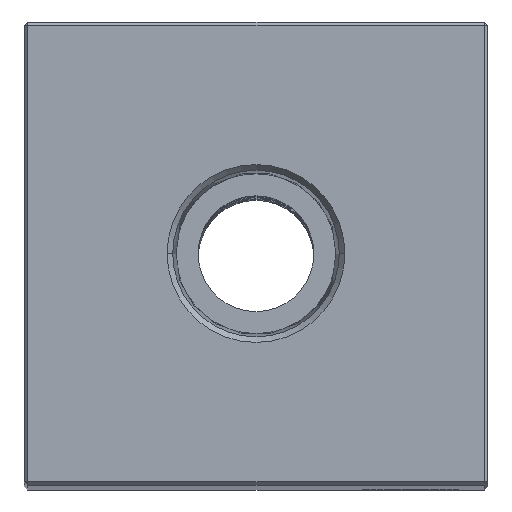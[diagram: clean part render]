
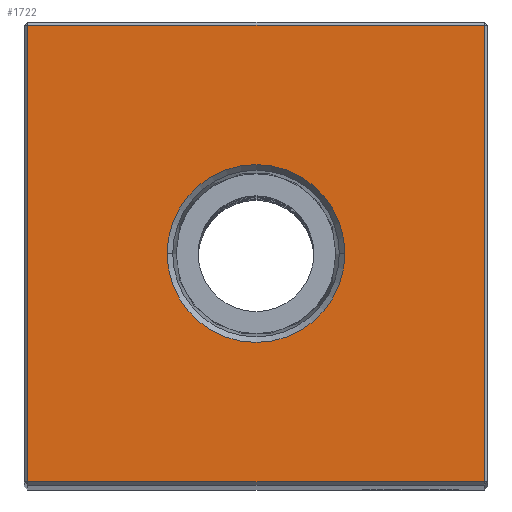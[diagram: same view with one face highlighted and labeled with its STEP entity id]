
A CAD part, top view. The second image highlights one B-rep face of the part: STEP entity #1722.
In plain terms, the highlighted planar face has unit normal (0, 0, 1).
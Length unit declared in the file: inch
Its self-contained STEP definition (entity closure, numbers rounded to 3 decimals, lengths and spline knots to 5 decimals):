
#335 = AXIS2_PLACEMENT_3D ( 'NONE', #2652, #18595, #16640 ) ;
#1007 = CARTESIAN_POINT ( 'NONE',  ( -0.74, 0., 9.25 ) ) ;
#1149 = CARTESIAN_POINT ( 'NONE',  ( 0., 0.74, 9.25 ) ) ;
#1263 = DIRECTION ( 'NONE',  ( 0., -1., 0. ) ) ;
#1722 = ADVANCED_FACE ( 'NONE', ( #13014, #18898 ), #11176, .F. ) ;
#1997 = CIRCLE ( 'NONE', #11590, 0.288 ) ;
#2567 = CARTESIAN_POINT ( 'NONE',  ( 0.74, 0., 9.25 ) ) ;
#2652 = CARTESIAN_POINT ( 'NONE',  ( 0., 0., 9.25 ) ) ;
#3053 = DIRECTION ( 'NONE',  ( 1., 0., 0. ) ) ;
#3369 = AXIS2_PLACEMENT_3D ( 'NONE', #6596, #18639, #5152 ) ;
#4614 = DIRECTION ( 'NONE',  ( 0., 0., 1. ) ) ;
#5152 = DIRECTION ( 'NONE',  ( -1., 0., 0. ) ) ;
#5303 = LINE ( 'NONE', #1149, #8648 ) ;
#6596 = CARTESIAN_POINT ( 'NONE',  ( 0., 0., 9.25 ) ) ;
#6806 = CARTESIAN_POINT ( 'NONE',  ( 0.74, 0.74, 9.25 ) ) ;
#6920 = EDGE_LOOP ( 'NONE', ( #6933, #17870, #14154, #25583 ) ) ;
#6933 = ORIENTED_EDGE ( 'NONE', *, *, #11309, .T. ) ;
#7807 = VERTEX_POINT ( 'NONE', #17846 ) ;
#8111 = VERTEX_POINT ( 'NONE', #9556 ) ;
#8564 = VECTOR ( 'NONE', #15794, 39.37008 ) ;
#8648 = VECTOR ( 'NONE', #17088, 39.37008 ) ;
#9068 = DIRECTION ( 'NONE',  ( 0., 1., 0. ) ) ;
#9439 = EDGE_CURVE ( 'NONE', #15467, #15336, #17068, .T. ) ;
#9537 = CARTESIAN_POINT ( 'NONE',  ( 0.74, -0.74, 9.25 ) ) ;
#9556 = CARTESIAN_POINT ( 'NONE',  ( 0.288, 0., 9.25 ) ) ;
#10615 = VECTOR ( 'NONE', #9068, 39.37008 ) ;
#11176 = PLANE ( 'NONE',  #3369 ) ;
#11309 = EDGE_CURVE ( 'NONE', #17656, #7807, #13148, .T. ) ;
#11580 = VECTOR ( 'NONE', #1263, 39.37008 ) ;
#11590 = AXIS2_PLACEMENT_3D ( 'NONE', #22777, #4614, #3053 ) ;
#13014 = FACE_OUTER_BOUND ( 'NONE', #6920, .T. ) ;
#13148 = LINE ( 'NONE', #1007, #11580 ) ;
#13827 = CARTESIAN_POINT ( 'NONE',  ( 0., -0.74, 9.25 ) ) ;
#14154 = ORIENTED_EDGE ( 'NONE', *, *, #9439, .T. ) ;
#14471 = VERTEX_POINT ( 'NONE', #25354 ) ;
#15336 = VERTEX_POINT ( 'NONE', #6806 ) ;
#15467 = VERTEX_POINT ( 'NONE', #9537 ) ;
#15794 = DIRECTION ( 'NONE',  ( 1., 0., 0. ) ) ;
#16640 = DIRECTION ( 'NONE',  ( 1., 0., 0. ) ) ;
#17068 = LINE ( 'NONE', #2567, #10615 ) ;
#17088 = DIRECTION ( 'NONE',  ( -1., 0., 0. ) ) ;
#17656 = VERTEX_POINT ( 'NONE', #22917 ) ;
#17846 = CARTESIAN_POINT ( 'NONE',  ( -0.74, -0.74, 9.25 ) ) ;
#17870 = ORIENTED_EDGE ( 'NONE', *, *, #20937, .T. ) ;
#18011 = LINE ( 'NONE', #13827, #8564 ) ;
#18595 = DIRECTION ( 'NONE',  ( 0., 0., 1. ) ) ;
#18639 = DIRECTION ( 'NONE',  ( 0., 0., -1. ) ) ;
#18898 = FACE_BOUND ( 'NONE', #25836, .T. ) ;
#20876 = ORIENTED_EDGE ( 'NONE', *, *, #24246, .F. ) ;
#20937 = EDGE_CURVE ( 'NONE', #7807, #15467, #18011, .T. ) ;
#22777 = CARTESIAN_POINT ( 'NONE',  ( 0., 0., 9.25 ) ) ;
#22917 = CARTESIAN_POINT ( 'NONE',  ( -0.74, 0.74, 9.25 ) ) ;
#24105 = CIRCLE ( 'NONE', #335, 0.288 ) ;
#24161 = ORIENTED_EDGE ( 'NONE', *, *, #24585, .F. ) ;
#24246 = EDGE_CURVE ( 'NONE', #14471, #8111, #24105, .T. ) ;
#24585 = EDGE_CURVE ( 'NONE', #8111, #14471, #1997, .T. ) ;
#24716 = EDGE_CURVE ( 'NONE', #15336, #17656, #5303, .T. ) ;
#25354 = CARTESIAN_POINT ( 'NONE',  ( -0.288, 0., 9.25 ) ) ;
#25583 = ORIENTED_EDGE ( 'NONE', *, *, #24716, .T. ) ;
#25836 = EDGE_LOOP ( 'NONE', ( #24161, #20876 ) ) ;
